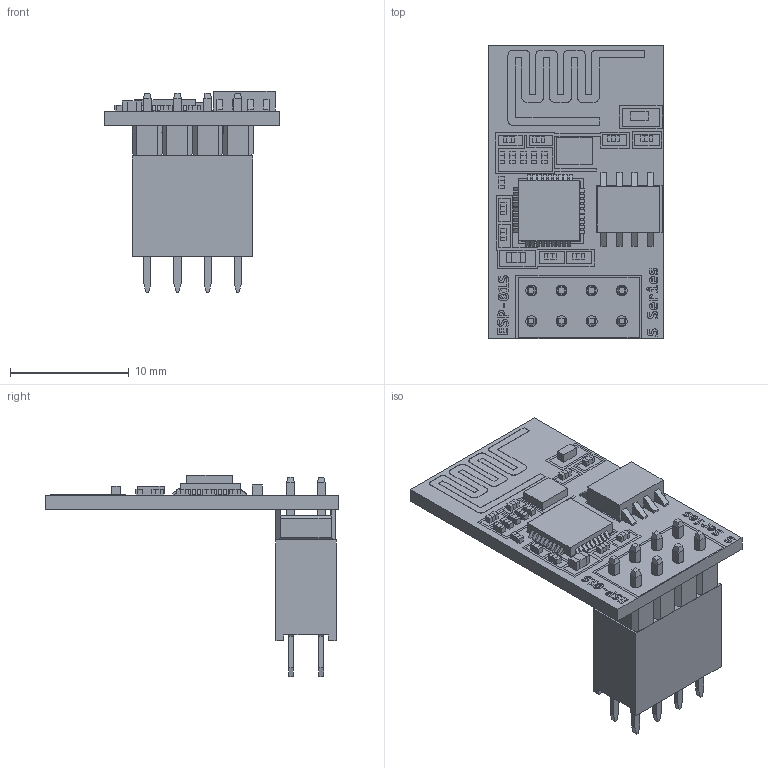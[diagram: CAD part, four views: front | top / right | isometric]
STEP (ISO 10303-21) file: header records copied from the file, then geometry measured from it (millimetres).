
FILE_DESCRIPTION(/* description */ ('','CAx-IF Rec.Pracs.---Representation and Presentation of Product Manufacturing Information (PMI)---4.0---2014-10-13'),/* implementation_level */ '2;1');
FILE_NAME(/* name */ 'ESP-01S_PBD-8.step',/* time_stamp */ '2024-12-27T02:30:58+03:00',/* author */ (''),/* organization */ (''),/* preprocessor_version */ 'ST-DEVELOPER v20',/* originating_system */ 'Autodesk Translation Framework v13.20.0.188',/* authorisation */ '');
FILE_SCHEMA (('AP242_MANAGED_MODEL_BASED_3D_ENGINEERING_MIM_LF { 1 0 10303 442 1 1 4 }'));
Length unit declared in the file: millimetre
Products named in the file (12): ESP-01S_PBD-8; PBD-8 v1; ESP-01S (ESP8266) Board Module; PCB; Antenna; SerialFlashMem; ESP8266EX; Male Pin Header 2x4; SmalComponent; LargeComponent; LED; Crystal
Assembly tree (24 placements, depth 3):
  ESP-01S_PBD-8
    PBD-8 v1
    ESP-01S (ESP8266) Board Module
      PCB
      Antenna
      SerialFlashMem
      ESP8266EX
      Male Pin Header 2x4
      SmalComponent  x14
      LargeComponent
      LED
      Crystal
Bounding box: 14.8 x 24.75 x 16.93 mm (x, y, z)
Volume: 1025.4 mm3; surface area: 2361.6 mm2
Topology: 105 solids, 105 shells, 1335 faces, 3600 edges, 2499 vertices
Faces by surface type: plane 1257, cylinder 78
Full cylindrical faces by diameter (mm): 0.92 x8
Entity records: 37382 total; most frequent: CARTESIAN_POINT 7884, ORIENTED_EDGE 6264, DIRECTION 5237, EDGE_CURVE 3132, LINE 2587, VECTOR 2587, VERTEX_POINT 2187, AXIS2_PLACEMENT_3D 1325
